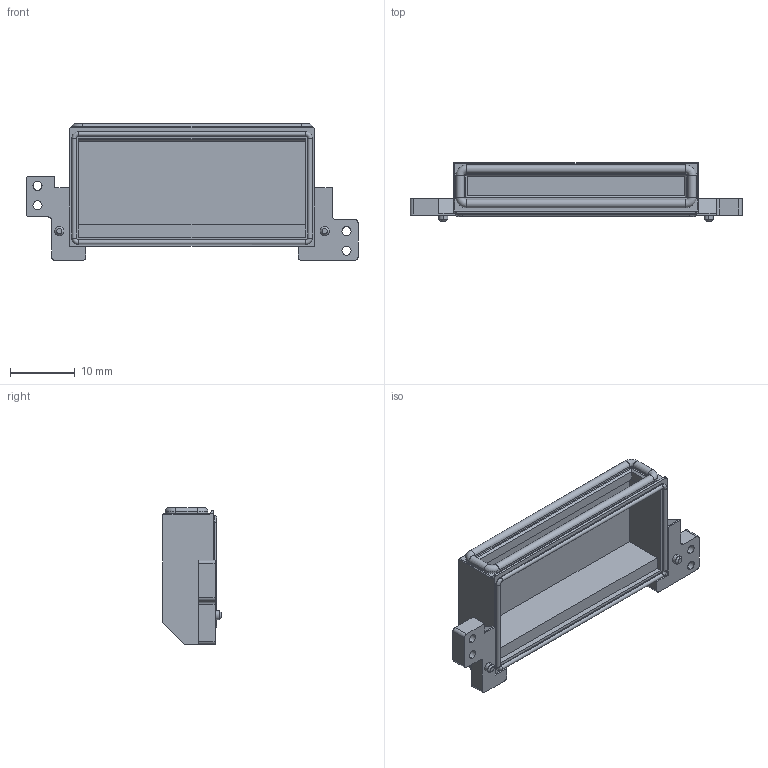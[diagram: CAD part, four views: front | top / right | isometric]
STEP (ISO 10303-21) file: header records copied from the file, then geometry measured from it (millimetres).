
FILE_DESCRIPTION (( 'STEP AP214' ), '1' );
FILE_NAME ('05-00186--A114188-001.STEP', '2020-04-22T19:24:59', ( '' ), ( '' ), 'SwSTEP 2.0', 'SolidWorks 2018', '' );
FILE_SCHEMA (( 'AUTOMOTIVE_DESIGN' ));
Length unit declared in the file: millimetre
Products named in the file (8): CN121G-104-0002(2)^CN121G-104-0002; 05-00186--A114188-001; ^CN121G-104-0002(2)_CN121G-104-0002; Host connector-cover gasket^CN121G-104-0002(2)_CN121G-104-0002; EMI-gasket-Front^CN121G-104-0002(2)_CN121G-104-0002
Assembly tree (4 placements, depth 3):
  05-00186--A114188-001
    CN121G-104-0002(2)^CN121G-104-0002
      Host connector-cover gasket^CN121G-104-0002(2)_CN121G-104-0002
      ^CN121G-104-0002(2)_CN121G-104-0002
      EMI-gasket-Front^CN121G-104-0002(2)_CN121G-104-0002
  Host connector-cover gasket^CN121G-104-0002(2)_CN121G-104-0002
  EMI-gasket-Front^CN121G-104-0002(2)_CN121G-104-0002
  ^CN121G-104-0002(2)_CN121G-104-0002
Bounding box: 51.2 x 9 x 21.1 mm (x, y, z)
Volume: 1788.9 mm3; surface area: 4624.6 mm2
Topology: 3 solids, 5 shells, 307 faces, 708 edges, 414 vertices
Faces by surface type: plane 133, cylinder 122, torus 48, cone 4
Entity records: 8846 total; most frequent: DIRECTION 1578, CARTESIAN_POINT 1547, ORIENTED_EDGE 1416, EDGE_CURVE 708, AXIS2_PLACEMENT_3D 570, LINE 438, VECTOR 438, VERTEX_POINT 414
